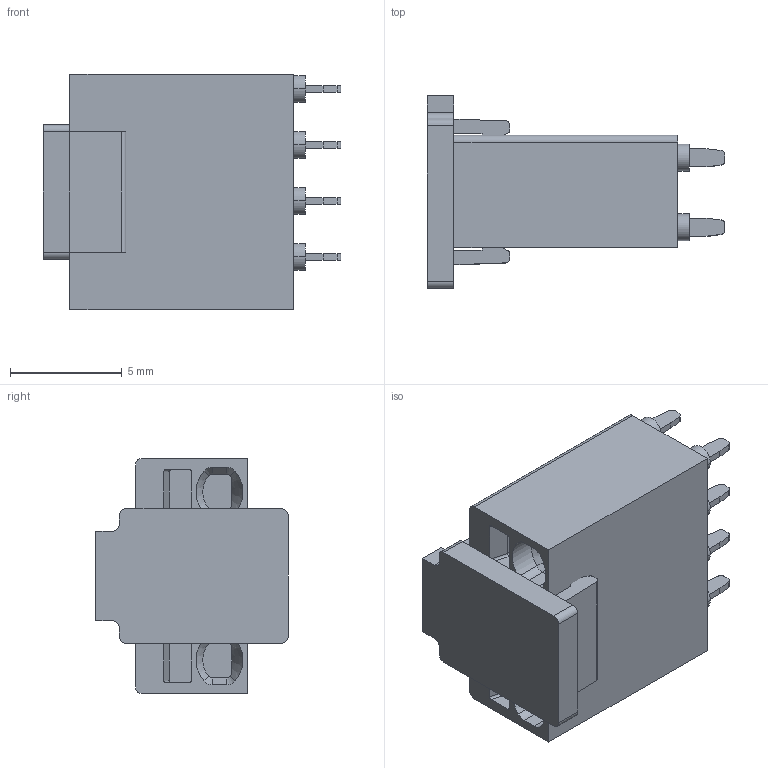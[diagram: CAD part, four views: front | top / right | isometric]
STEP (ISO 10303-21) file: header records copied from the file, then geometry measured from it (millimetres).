
FILE_DESCRIPTION(('SolidDesigner STEP Export'),'2;1');
FILE_NAME('ptsm_0.5-4-2.5_v_thr_bk.stp','2013-06-06T10:38:42',(''),(''),'Creo Elements/Direct Modeling STEP processor for AP214 (Solid Model)','Creo Elements/Direct Modeling 18.1B 29-Sep-2012 (C) Parametric Technology GmbH','');
FILE_SCHEMA(('AUTOMOTIVE_DESIGN { 1 0 10303 214 1 1 1 1 }'));
Length unit declared in the file: millimetre
Products named in the file (3): ptsm_0.5_pad-select; ptsm_0.5-4-2.5-v-thr; ptsm_0.5-4-2.5_v_thr_bk
Assembly tree (2 placements, depth 2):
  ptsm_0.5-4-2.5_v_thr_bk
    ptsm_0.5-4-2.5-v-thr
    ptsm_0.5_pad-select
Bounding box: 13.3 x 8.6 x 10.5 mm (x, y, z)
Volume: 564.3 mm3; surface area: 739.8 mm2
Topology: 2 solids, 2 shells, 337 faces, 834 edges, 530 vertices
Faces by surface type: plane 173, cylinder 140, cone 24
Entity records: 12961 total; most frequent: CARTESIAN_POINT 2005, DIRECTION 1761, ORIENTED_EDGE 1668, EDGE_CURVE 834, AXIS2_PLACEMENT_3D 602, VECTOR 557, LINE 557, VERTEX_POINT 530
